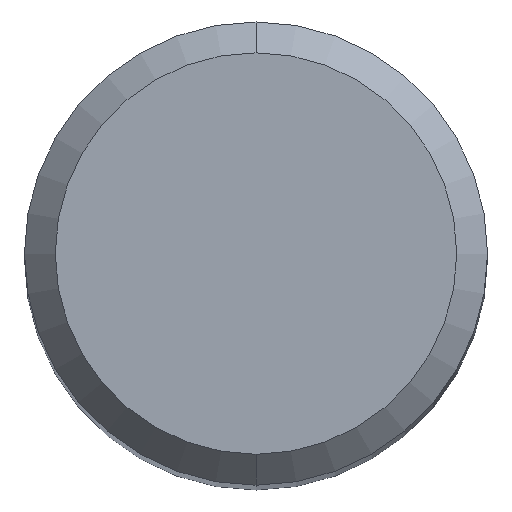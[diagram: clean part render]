
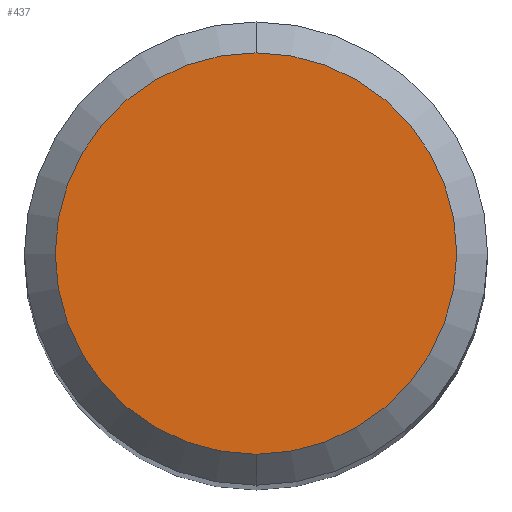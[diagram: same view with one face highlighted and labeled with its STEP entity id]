
A CAD part, top view. The second image highlights one B-rep face of the part: STEP entity #437.
In plain terms, the highlighted planar face has unit normal (0, 0, 1).
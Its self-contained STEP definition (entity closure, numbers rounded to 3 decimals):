
#437=ADVANCED_FACE('',(#1146),#1147,.T.);
#451=VERTEX_POINT('',#1163);
#463=EDGE_CURVE('',#687,#451,#1178,.T.);
#637=EDGE_CURVE('',#451,#687,#1364,.T.);
#687=VERTEX_POINT('',#1418);
#1146=FACE_OUTER_BOUND('',#2644,.T.);
#1147=PLANE('',#2645);
#1163=CARTESIAN_POINT('',(0.,-2.6,0.0));
#1178=CIRCLE('',#2915,2.6);
#1364=CIRCLE('',#4063,2.6);
#1418=CARTESIAN_POINT('',(0.0,2.6,0.0));
#2644=EDGE_LOOP('',(#7888,#7889));
#2645=AXIS2_PLACEMENT_3D('',#7890,#7891,#7892);
#2915=AXIS2_PLACEMENT_3D('',#7955,#7956,#7957);
#4063=AXIS2_PLACEMENT_3D('',#8131,#8132,#8133);
#7888=ORIENTED_EDGE('',*,*,#463,.F.);
#7889=ORIENTED_EDGE('',*,*,#637,.F.);
#7890=CARTESIAN_POINT('',(0.0,1.3,0.0));
#7891=DIRECTION('',(-0.0,0.0,1.0));
#7892=DIRECTION('',(0.0,-1.0,0.0));
#7955=CARTESIAN_POINT('',(0.0,0.0,0.0));
#7956=DIRECTION('',(0.0,0.0,-1.0));
#7957=DIRECTION('',(0.0,1.0,0.0));
#8131=CARTESIAN_POINT('',(0.0,0.0,0.0));
#8132=DIRECTION('',(0.0,0.0,-1.0));
#8133=DIRECTION('',(0.0,1.0,0.0));
